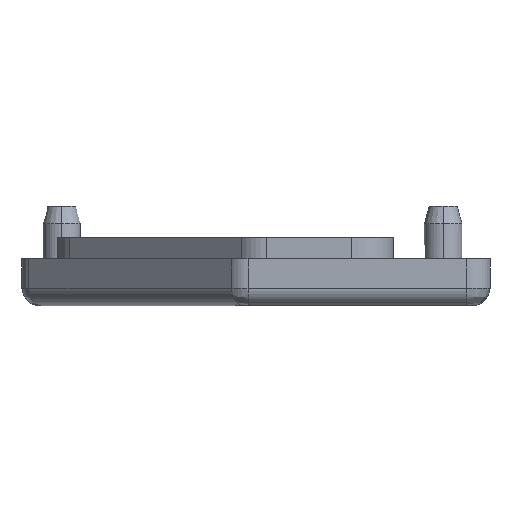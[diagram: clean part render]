
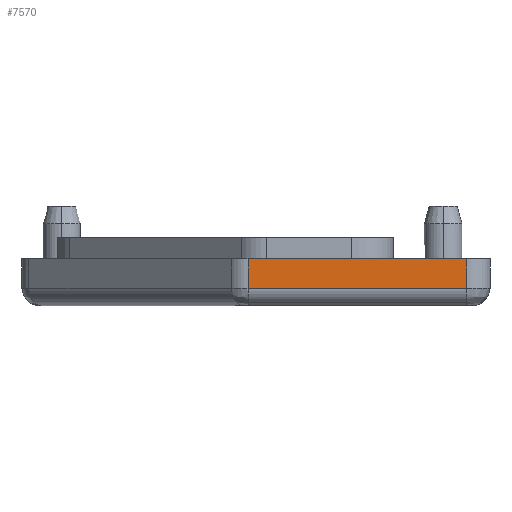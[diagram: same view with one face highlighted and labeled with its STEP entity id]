
A CAD part, left-side view. The second image highlights one B-rep face of the part: STEP entity #7570.
In plain terms, the highlighted face is planar.
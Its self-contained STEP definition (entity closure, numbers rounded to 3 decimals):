
#6 = EDGE_CURVE ( 'NONE', #245, #1630, #8736, .T. ) ;
#245 = VERTEX_POINT ( 'NONE', #5505 ) ;
#543 = VECTOR ( 'NONE', #2731, 1000. ) ;
#1096 = DIRECTION ( 'NONE',  ( 0., 0., 1. ) ) ;
#1132 = EDGE_LOOP ( 'NONE', ( #7922, #5216, #5910, #6230 ) ) ;
#1184 = CARTESIAN_POINT ( 'NONE',  ( 0., 2., 4. ) ) ;
#1630 = VERTEX_POINT ( 'NONE', #5218 ) ;
#2193 = DIRECTION ( 'NONE',  ( 0., 0., -1. ) ) ;
#2302 = CARTESIAN_POINT ( 'NONE',  ( 0., 20.672, 4. ) ) ;
#2317 = LINE ( 'NONE', #2302, #3243 ) ;
#2580 = CARTESIAN_POINT ( 'NONE',  ( 0., 20.672, 0. ) ) ;
#2616 = CARTESIAN_POINT ( 'NONE',  ( 0., 5.8, 0. ) ) ;
#2731 = DIRECTION ( 'NONE',  ( 0., -1., 0. ) ) ;
#3114 = VECTOR ( 'NONE', #8368, 1000. ) ;
#3243 = VECTOR ( 'NONE', #2193, 1000. ) ;
#3284 = DIRECTION ( 'NONE',  ( 0., 0., 1. ) ) ;
#3320 = DIRECTION ( 'NONE',  ( -1., 0., 0. ) ) ;
#3358 = CARTESIAN_POINT ( 'NONE',  ( 0., 2., 4. ) ) ;
#3721 = EDGE_CURVE ( 'NONE', #7931, #6643, #2317, .T. ) ;
#4189 = EDGE_CURVE ( 'NONE', #1630, #7931, #6376, .T. ) ;
#4570 = AXIS2_PLACEMENT_3D ( 'NONE', #3358, #3320, #3284 ) ;
#5216 = ORIENTED_EDGE ( 'NONE', *, *, #6, .F. ) ;
#5218 = CARTESIAN_POINT ( 'NONE',  ( 0., 2., 2.5 ) ) ;
#5444 = CARTESIAN_POINT ( 'NONE',  ( 0., 20.672, 2.5 ) ) ;
#5505 = CARTESIAN_POINT ( 'NONE',  ( 0., 2., 0. ) ) ;
#5910 = ORIENTED_EDGE ( 'NONE', *, *, #10066, .F. ) ;
#6230 = ORIENTED_EDGE ( 'NONE', *, *, #3721, .F. ) ;
#6376 = LINE ( 'NONE', #8417, #3114 ) ;
#6643 = VERTEX_POINT ( 'NONE', #2580 ) ;
#7166 = LINE ( 'NONE', #2616, #543 ) ;
#7570 = ADVANCED_FACE ( 'NONE', ( #9846 ), #7949, .F. ) ;
#7922 = ORIENTED_EDGE ( 'NONE', *, *, #4189, .F. ) ;
#7931 = VERTEX_POINT ( 'NONE', #5444 ) ;
#7949 = PLANE ( 'NONE',  #4570 ) ;
#8368 = DIRECTION ( 'NONE',  ( 0., 1., 0. ) ) ;
#8417 = CARTESIAN_POINT ( 'NONE',  ( 0., 2., 2.5 ) ) ;
#8597 = VECTOR ( 'NONE', #1096, 1000. ) ;
#8736 = LINE ( 'NONE', #1184, #8597 ) ;
#9846 = FACE_OUTER_BOUND ( 'NONE', #1132, .T. ) ;
#10066 = EDGE_CURVE ( 'NONE', #6643, #245, #7166, .T. ) ;
